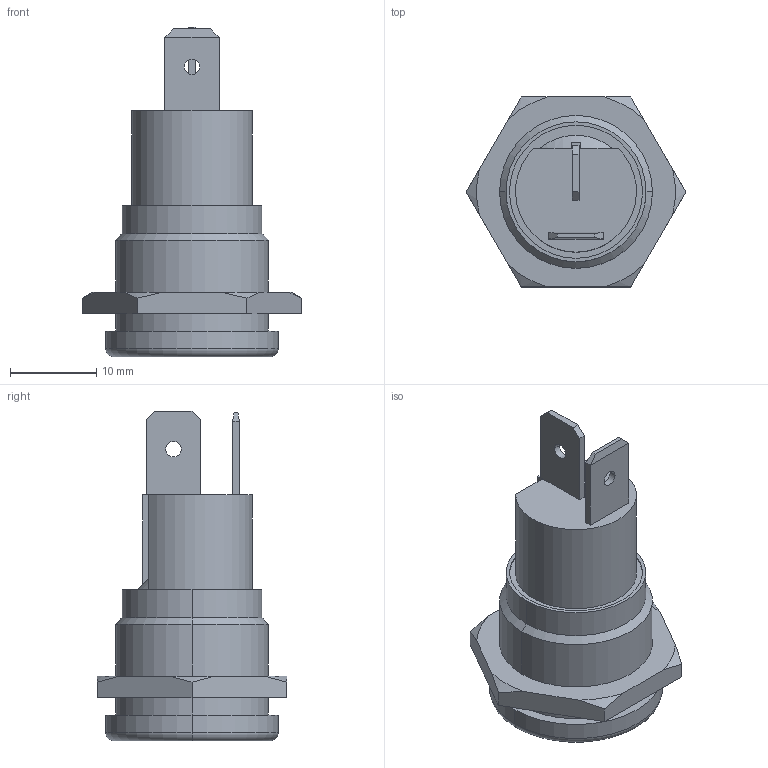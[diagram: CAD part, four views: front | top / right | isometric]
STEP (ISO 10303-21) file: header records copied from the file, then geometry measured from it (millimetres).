
FILE_DESCRIPTION((''),'2;1');
FILE_NAME('151018_SW0001','2020-06-04T12:42:33',('teru'),(''),'CREO PARAMETRIC BY PTC INC, 2017380','CREO PARAMETRIC BY PTC INC, 2017380','');
FILE_SCHEMA(('CONFIG_CONTROL_DESIGN'));
Length unit declared in the file: millimetre
Products named in the file (1): 151018_SW0001
Bounding box: 25.4 x 22 x 38.2 mm (x, y, z)
Volume: 4291.3 mm3; surface area: 3900.4 mm2
Topology: 1 solids, 3 shells, 150 faces, 333 edges, 202 vertices
Faces by surface type: plane 96, cylinder 35, cone 15, torus 4
Entity records: 4213 total; most frequent: CARTESIAN_POINT 832, DIRECTION 703, ORIENTED_EDGE 666, EDGE_CURVE 333, AXIS2_PLACEMENT_3D 243, VECTOR 217, LINE 217, VERTEX_POINT 202
